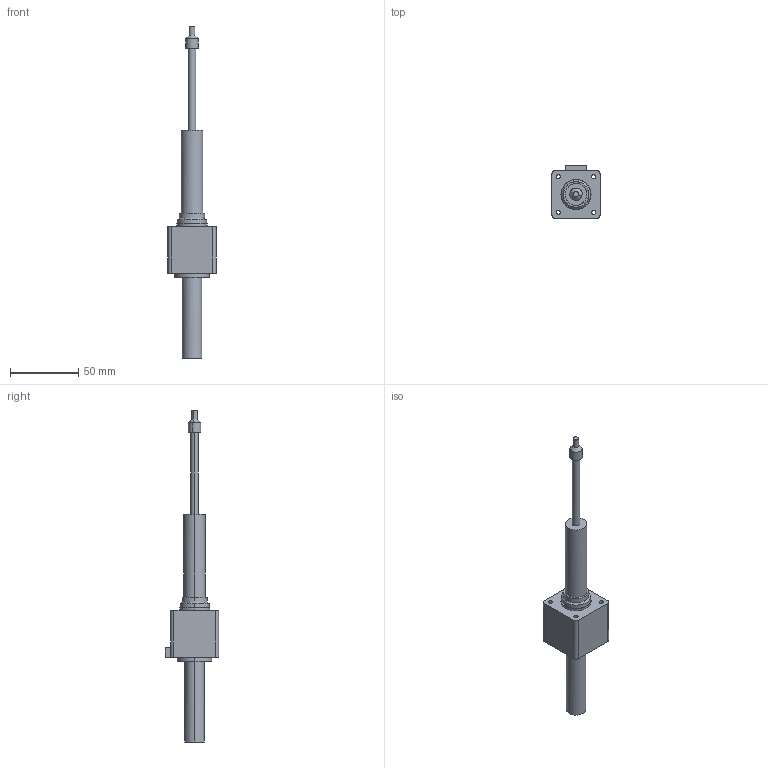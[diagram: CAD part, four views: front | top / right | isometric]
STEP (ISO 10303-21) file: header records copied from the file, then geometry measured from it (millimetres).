
FILE_DESCRIPTION (( 'STEP AP203' ), '1' );
FILE_NAME ('NA14-60 Extended.STEP', '2019-08-01T19:38:07', ( '' ), ( '' ), 'SwSTEP 2.0', 'SolidWorks 2019', '' );
FILE_SCHEMA (( 'CONFIG_CONTROL_DESIGN' ));
Length unit declared in the file: millimetre
Products named in the file (4): NA14-60 Extended.IGS; NA14-60 Extended; NA14 Tip.IGS
Assembly tree (3 placements, depth 3):
  NA14-60 Extended
    NA14-60 Extended.IGS
      NA14-60 Extended.IGS
      NA14 Tip.IGS
Bounding box: 35.2 x 39 x 243.06 mm (x, y, z)
Volume: 70018.7 mm3; surface area: 16705.7 mm2
Topology: 2 solids, 2 shells, 59 faces, 132 edges, 86 vertices
Faces by surface type: bspline 59
Entity records: 3227 total; most frequent: CARTESIAN_POINT 1980, ORIENTED_EDGE 264, EDGE_CURVE 132, B_SPLINE_CURVE_WITH_KNOTS 110, VERTEX_POINT 86, EDGE_LOOP 76, ADVANCED_FACE 59, FACE_OUTER_BOUND 59
